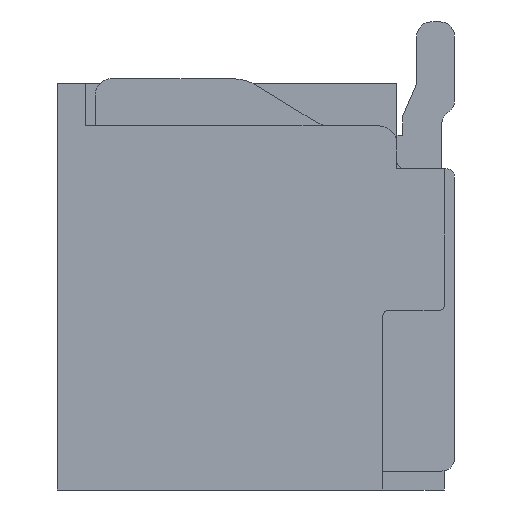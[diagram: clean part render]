
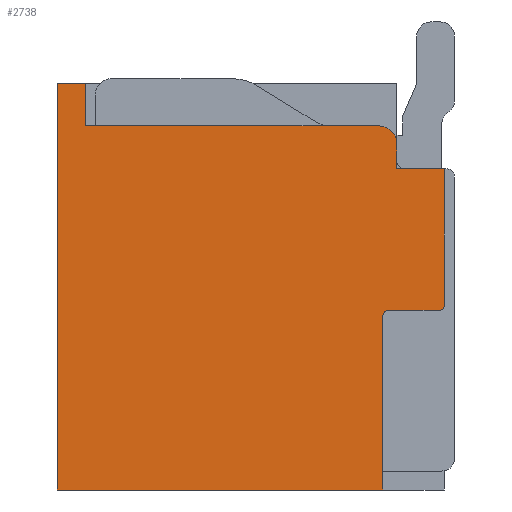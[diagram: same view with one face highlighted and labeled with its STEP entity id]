
A CAD part, left-side view. The second image highlights one B-rep face of the part: STEP entity #2738.
In plain terms, the highlighted planar face has unit normal (-1, 0, 0).
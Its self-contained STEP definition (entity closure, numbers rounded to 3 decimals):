
#22 = ORIENTED_EDGE ( 'NONE', *, *, #223, .F. ) ;
#48 = DIRECTION ( 'NONE',  ( 1., 0., 0. ) ) ;
#143 = DIRECTION ( 'NONE',  ( 0., -1., 0. ) ) ;
#218 = EDGE_CURVE ( 'NONE', #5567, #5788, #3773, .T. ) ;
#223 = EDGE_CURVE ( 'NONE', #887, #5567, #2743, .T. ) ;
#243 = CARTESIAN_POINT ( 'NONE',  ( -0.375, 0.65, -2.15 ) ) ;
#403 = VECTOR ( 'NONE', #6654, 1000. ) ;
#463 = LINE ( 'NONE', #3010, #1521 ) ;
#503 = ORIENTED_EDGE ( 'NONE', *, *, #1733, .T. ) ;
#568 = EDGE_CURVE ( 'NONE', #4472, #2641, #5867, .T. ) ;
#599 = EDGE_CURVE ( 'NONE', #6450, #3627, #6272, .T. ) ;
#613 = CARTESIAN_POINT ( 'NONE',  ( -0.375, 0.688, 1.7 ) ) ;
#669 = ORIENTED_EDGE ( 'NONE', *, *, #4353, .T. ) ;
#713 = EDGE_CURVE ( 'NONE', #752, #2641, #6497, .T. ) ;
#752 = VERTEX_POINT ( 'NONE', #769 ) ;
#769 = CARTESIAN_POINT ( 'NONE',  ( -0.375, 0., 1.25 ) ) ;
#780 = CARTESIAN_POINT ( 'NONE',  ( -0.375, 0., -0.198 ) ) ;
#887 = VERTEX_POINT ( 'NONE', #2534 ) ;
#926 = CARTESIAN_POINT ( 'NONE',  ( -0.375, 0.59, -0.25 ) ) ;
#958 = LINE ( 'NONE', #926, #403 ) ;
#977 = CARTESIAN_POINT ( 'NONE',  ( -0.375, 0.688, 1.512 ) ) ;
#1010 = VECTOR ( 'NONE', #5335, 1000. ) ;
#1162 = VERTEX_POINT ( 'NONE', #2223 ) ;
#1212 = ORIENTED_EDGE ( 'NONE', *, *, #2622, .T. ) ;
#1221 = CIRCLE ( 'NONE', #2960, 0.188 ) ;
#1356 = ORIENTED_EDGE ( 'NONE', *, *, #3214, .F. ) ;
#1374 = AXIS2_PLACEMENT_3D ( 'NONE', #6283, #48, #143 ) ;
#1377 = VERTEX_POINT ( 'NONE', #1404 ) ;
#1404 = CARTESIAN_POINT ( 'NONE',  ( -0.375, 0.59, -0.25 ) ) ;
#1463 = ORIENTED_EDGE ( 'NONE', *, *, #599, .T. ) ;
#1505 = ORIENTED_EDGE ( 'NONE', *, *, #4871, .T. ) ;
#1512 = DIRECTION ( 'NONE',  ( 0., 0., 1. ) ) ;
#1521 = VECTOR ( 'NONE', #2527, 1000. ) ;
#1733 = EDGE_CURVE ( 'NONE', #1377, #2497, #958, .T. ) ;
#1755 = CARTESIAN_POINT ( 'NONE',  ( -0.375, 4.09, -2.15 ) ) ;
#1762 = AXIS2_PLACEMENT_3D ( 'NONE', #2044, #4772, #5696 ) ;
#1868 = EDGE_CURVE ( 'NONE', #3856, #2497, #4959, .T. ) ;
#2044 = CARTESIAN_POINT ( 'NONE',  ( -0.375, 0.59, -0.31 ) ) ;
#2085 = PLANE ( 'NONE',  #6186 ) ;
#2146 = ORIENTED_EDGE ( 'NONE', *, *, #713, .T. ) ;
#2223 = CARTESIAN_POINT ( 'NONE',  ( -0.375, 3.79, 2.15 ) ) ;
#2428 = CARTESIAN_POINT ( 'NONE',  ( -0.375, 0.052, -0.25 ) ) ;
#2437 = CARTESIAN_POINT ( 'NONE',  ( -0.375, 0.5, 1.512 ) ) ;
#2463 = CARTESIAN_POINT ( 'NONE',  ( -0.375, 0.5, 1.25 ) ) ;
#2497 = VERTEX_POINT ( 'NONE', #2428 ) ;
#2527 = DIRECTION ( 'NONE',  ( 0., 1., 0. ) ) ;
#2534 = CARTESIAN_POINT ( 'NONE',  ( -0.375, 0.65, -2.15 ) ) ;
#2622 = EDGE_CURVE ( 'NONE', #1162, #5788, #463, .T. ) ;
#2641 = VERTEX_POINT ( 'NONE', #2463 ) ;
#2687 = CARTESIAN_POINT ( 'NONE',  ( -0.375, 4.09, 2.15 ) ) ;
#2738 = ADVANCED_FACE ( 'NONE', ( #4673 ), #2085, .T. ) ;
#2743 = LINE ( 'NONE', #4822, #6533 ) ;
#2853 = ORIENTED_EDGE ( 'NONE', *, *, #3749, .T. ) ;
#2877 = LINE ( 'NONE', #780, #3864 ) ;
#2960 = AXIS2_PLACEMENT_3D ( 'NONE', #977, #5703, #1512 ) ;
#3010 = CARTESIAN_POINT ( 'NONE',  ( -0.375, 3.79, 2.15 ) ) ;
#3060 = VERTEX_POINT ( 'NONE', #3716 ) ;
#3148 = DIRECTION ( 'NONE',  ( 0., 0., -1. ) ) ;
#3214 = EDGE_CURVE ( 'NONE', #6450, #4472, #1221, .T. ) ;
#3284 = DIRECTION ( 'NONE',  ( 0., 1., 0. ) ) ;
#3317 = ORIENTED_EDGE ( 'NONE', *, *, #1868, .F. ) ;
#3627 = VERTEX_POINT ( 'NONE', #6162 ) ;
#3716 = CARTESIAN_POINT ( 'NONE',  ( -0.375, 0.65, -0.31 ) ) ;
#3731 = ORIENTED_EDGE ( 'NONE', *, *, #6122, .F. ) ;
#3749 = EDGE_CURVE ( 'NONE', #3060, #1377, #5568, .T. ) ;
#3773 = LINE ( 'NONE', #1755, #1010 ) ;
#3856 = VERTEX_POINT ( 'NONE', #5034 ) ;
#3864 = VECTOR ( 'NONE', #6481, 1000. ) ;
#3938 = CARTESIAN_POINT ( 'NONE',  ( -0.375, 0.688, 1.7 ) ) ;
#4115 = LINE ( 'NONE', #6183, #5932 ) ;
#4353 = EDGE_CURVE ( 'NONE', #3856, #752, #2877, .T. ) ;
#4468 = CARTESIAN_POINT ( 'NONE',  ( -0.375, 0., 1.25 ) ) ;
#4472 = VERTEX_POINT ( 'NONE', #2437 ) ;
#4673 = FACE_OUTER_BOUND ( 'NONE', #5150, .T. ) ;
#4742 = CARTESIAN_POINT ( 'NONE',  ( -0.375, 0., -2.15 ) ) ;
#4772 = DIRECTION ( 'NONE',  ( 1., 0., 0. ) ) ;
#4822 = CARTESIAN_POINT ( 'NONE',  ( -0.375, 0.65, -2.15 ) ) ;
#4871 = EDGE_CURVE ( 'NONE', #887, #3060, #4895, .T. ) ;
#4895 = LINE ( 'NONE', #243, #6415 ) ;
#4931 = DIRECTION ( 'NONE',  ( 0., 0., 1. ) ) ;
#4959 = CIRCLE ( 'NONE', #1374, 0.052 ) ;
#5034 = CARTESIAN_POINT ( 'NONE',  ( -0.375, 0., -0.198 ) ) ;
#5067 = DIRECTION ( 'NONE',  ( 0., 0., -1. ) ) ;
#5150 = EDGE_LOOP ( 'NONE', ( #1463, #3731, #1212, #5352, #22, #1505, #2853, #503, #3317, #669, #2146, #6046, #1356 ) ) ;
#5335 = DIRECTION ( 'NONE',  ( 0., 0., 1. ) ) ;
#5352 = ORIENTED_EDGE ( 'NONE', *, *, #218, .F. ) ;
#5355 = VECTOR ( 'NONE', #3284, 1000. ) ;
#5458 = VECTOR ( 'NONE', #5963, 1000. ) ;
#5567 = VERTEX_POINT ( 'NONE', #6058 ) ;
#5568 = CIRCLE ( 'NONE', #1762, 0.06 ) ;
#5696 = DIRECTION ( 'NONE',  ( 0., 1., 0. ) ) ;
#5703 = DIRECTION ( 'NONE',  ( 1., 0., 0. ) ) ;
#5788 = VERTEX_POINT ( 'NONE', #2687 ) ;
#5867 = LINE ( 'NONE', #5898, #6204 ) ;
#5898 = CARTESIAN_POINT ( 'NONE',  ( -0.375, 0.5, 1.512 ) ) ;
#5907 = DIRECTION ( 'NONE',  ( 0., 1., 0. ) ) ;
#5932 = VECTOR ( 'NONE', #5067, 1000. ) ;
#5963 = DIRECTION ( 'NONE',  ( 0., 1., 0. ) ) ;
#6046 = ORIENTED_EDGE ( 'NONE', *, *, #568, .F. ) ;
#6058 = CARTESIAN_POINT ( 'NONE',  ( -0.375, 4.09, -2.15 ) ) ;
#6122 = EDGE_CURVE ( 'NONE', #1162, #3627, #4115, .T. ) ;
#6162 = CARTESIAN_POINT ( 'NONE',  ( -0.375, 3.79, 1.7 ) ) ;
#6183 = CARTESIAN_POINT ( 'NONE',  ( -0.375, 3.79, 2.15 ) ) ;
#6186 = AXIS2_PLACEMENT_3D ( 'NONE', #4742, #6329, #6295 ) ;
#6204 = VECTOR ( 'NONE', #3148, 1000. ) ;
#6272 = LINE ( 'NONE', #613, #5355 ) ;
#6283 = CARTESIAN_POINT ( 'NONE',  ( -0.375, 0.052, -0.198 ) ) ;
#6295 = DIRECTION ( 'NONE',  ( 0., 0., 1. ) ) ;
#6329 = DIRECTION ( 'NONE',  ( -1., 0., 0. ) ) ;
#6415 = VECTOR ( 'NONE', #4931, 1000. ) ;
#6450 = VERTEX_POINT ( 'NONE', #3938 ) ;
#6481 = DIRECTION ( 'NONE',  ( 0., 0., 1. ) ) ;
#6497 = LINE ( 'NONE', #4468, #5458 ) ;
#6533 = VECTOR ( 'NONE', #5907, 1000. ) ;
#6654 = DIRECTION ( 'NONE',  ( 0., -1., 0. ) ) ;
